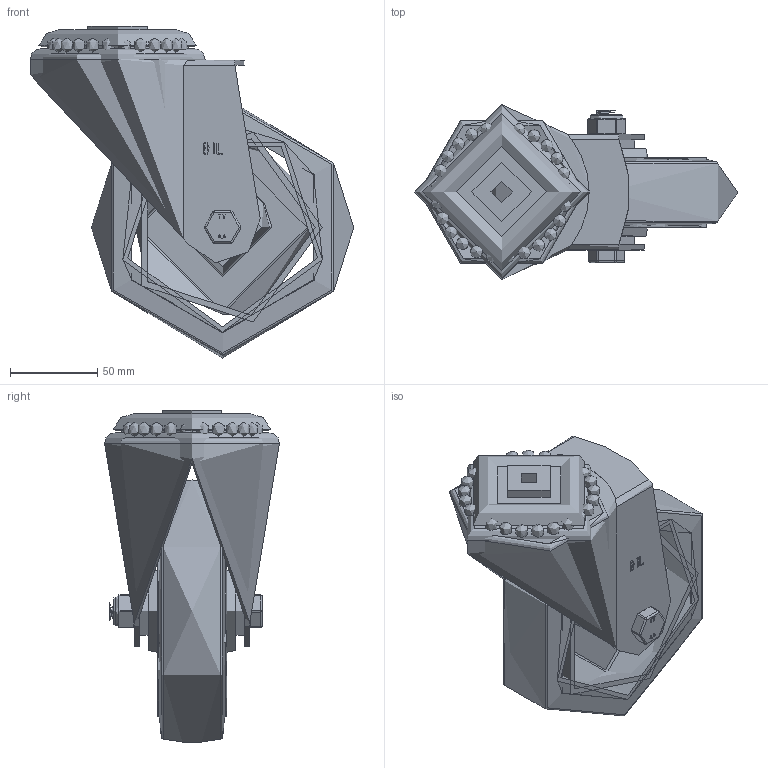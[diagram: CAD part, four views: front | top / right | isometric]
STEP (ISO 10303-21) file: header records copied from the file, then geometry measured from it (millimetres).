
FILE_DESCRIPTION(/* description */ (''),/* implementation_level */ '2;1');
FILE_NAME(/* name */ 'BZMM150SRNBBH12.step',/* time_stamp */ '2024-10-15T10:28:02+01:00',/* author */ (''),/* organization */ (''),/* preprocessor_version */ 'ST-DEVELOPER v20',/* originating_system */ 'Autodesk Translation Framework v13.20.0.188',/* authorisation */ '');
FILE_SCHEMA (('AUTOMOTIVE_DESIGN { 1 0 10303 214 3 1 1 }'));
Length unit declared in the file: millimetre
Products named in the file (28): BZMM150SRNBBH12; BZMM150ASBH12 v1; ZINC PLATED, PRESSED STEEL FORKS; ZINC PLATED, PRESSED STEEL HEAD; ZINC PLATED, PRESSED STEEL HEAD Geometry; BALL BEARINGS; BALL BEARINGS2; Component2; Component1; BZMH150WSRNRB v1; NYLON RIM; 65 SHORE A ELASTIC RUBBER TYRE; BEARING; CAGE; STEEL RODS; Component1 (1); TUBEM20X60 v1; ZINC PLATED STEEL TUBE; WM20X32X5 v1; ZINC PLATED WASHER; WM20X32X5 v1 (1); ZINC PLATED WASHER (1); HEXBOLTM12X80Z8.8 v2; GRADE 8.8 ZINC PLATED BOLT; NYLOCM12Z v1; NYLOC NUT; NUT; RUBBER
Assembly tree (79 placements, depth 6):
  BZMM150SRNBBH12
    BZMM150ASBH12 v1
      ZINC PLATED, PRESSED STEEL FORKS
      ZINC PLATED, PRESSED STEEL HEAD
        ZINC PLATED, PRESSED STEEL HEAD Geometry
        BALL BEARINGS
          Component1  x25
          BALL BEARINGS2
            Component2  x20
    BZMH150WSRNRB v1
      NYLON RIM
      65 SHORE A ELASTIC RUBBER TYRE
      BEARING
        CAGE
        STEEL RODS
          Component1 (1)  x10
    TUBEM20X60 v1
      ZINC PLATED STEEL TUBE
    WM20X32X5 v1
      ZINC PLATED WASHER
    WM20X32X5 v1 (1)
      ZINC PLATED WASHER (1)
    HEXBOLTM12X80Z8.8 v2
      GRADE 8.8 ZINC PLATED BOLT
    NYLOCM12Z v1
      NYLOC NUT
        NUT
        RUBBER
Bounding box: 185 x 100 x 189.8 mm (x, y, z)
Volume: 615426.4 mm3; surface area: 223458.5 mm2
Topology: 66 solids, 66 shells, 459 faces, 1086 edges, 697 vertices
Faces by surface type: plane 160, cylinder 145, sphere 63, bspline 51, cone 21, torus 19
Full cylindrical faces by diameter (mm): 5 x10, 9.836 x18, 11.834 x18, 12 x3, 12.2 x1, 12.5 x3, 14 x2, 18 x1, 18.5 x1, 19.9 x1, 20 x1, 20.4 x2, 24 x1, 25 x2, 29 x1, 30 x1, 32 x2, 34 x1, 34.5 x1, 39 x2, 39.5 x1, 58 x1, 63 x1, 94 x1, 100 x1, 114 x2, 120 x2
Entity records: 18709 total; most frequent: CARTESIAN_POINT 8765, DIRECTION 1951, ORIENTED_EDGE 1852, EDGE_CURVE 926, AXIS2_PLACEMENT_3D 777, VERTEX_POINT 593, EDGE_LOOP 461, LINE 397
